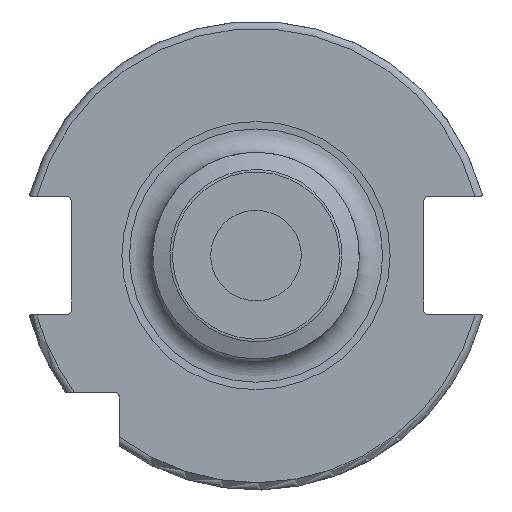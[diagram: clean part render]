
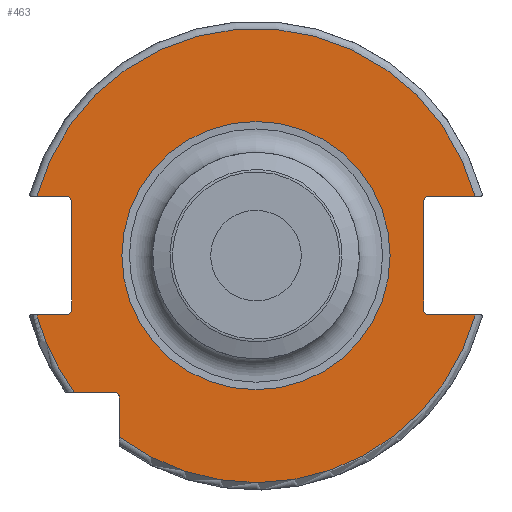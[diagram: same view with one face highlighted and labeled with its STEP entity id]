
A CAD part, left-side view. The second image highlights one B-rep face of the part: STEP entity #463.
In plain terms, the highlighted planar face has unit normal (-1, 0, 0).
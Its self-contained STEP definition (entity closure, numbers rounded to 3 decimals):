
#80=LINE('',#3360,#146);
#81=LINE('',#3364,#147);
#82=LINE('',#3368,#148);
#83=LINE('',#3372,#149);
#84=LINE('',#3373,#150);
#85=LINE('',#3377,#151);
#86=LINE('',#3378,#152);
#87=LINE('',#3382,#153);
#146=VECTOR('',#2202,1.);
#147=VECTOR('',#2205,1.);
#148=VECTOR('',#2208,1.);
#149=VECTOR('',#2211,1.);
#150=VECTOR('',#2212,1.);
#151=VECTOR('',#2215,1.);
#152=VECTOR('',#2216,1.);
#153=VECTOR('',#2219,1.);
#377=PLANE('',#1830);
#463=ADVANCED_FACE('',(#562,#563),#377,.F.);
#562=FACE_BOUND('',#671,.T.);
#563=FACE_BOUND('',#672,.T.);
#671=EDGE_LOOP('',(#964,#965,#966,#967,#968,#969,#970,#971,#972,#973,#974,
#975,#976,#977,#978,#979));
#672=EDGE_LOOP('',(#980));
#964=ORIENTED_EDGE('',*,*,#1532,.T.);
#965=ORIENTED_EDGE('',*,*,#1533,.T.);
#966=ORIENTED_EDGE('',*,*,#1534,.F.);
#967=ORIENTED_EDGE('',*,*,#1535,.T.);
#968=ORIENTED_EDGE('',*,*,#1536,.T.);
#969=ORIENTED_EDGE('',*,*,#1537,.T.);
#970=ORIENTED_EDGE('',*,*,#1538,.T.);
#971=ORIENTED_EDGE('',*,*,#1539,.T.);
#972=ORIENTED_EDGE('',*,*,#1457,.F.);
#973=ORIENTED_EDGE('',*,*,#1540,.T.);
#974=ORIENTED_EDGE('',*,*,#1541,.T.);
#975=ORIENTED_EDGE('',*,*,#1542,.T.);
#976=ORIENTED_EDGE('',*,*,#1451,.F.);
#977=ORIENTED_EDGE('',*,*,#1543,.T.);
#978=ORIENTED_EDGE('',*,*,#1544,.T.);
#979=ORIENTED_EDGE('',*,*,#1545,.T.);
#980=ORIENTED_EDGE('',*,*,#1531,.T.);
#1261=VERTEX_POINT('',#2941);
#1262=VERTEX_POINT('',#2943);
#1263=VERTEX_POINT('',#2977);
#1267=VERTEX_POINT('',#3008);
#1321=VERTEX_POINT('',#3355);
#1322=VERTEX_POINT('',#3358);
#1323=VERTEX_POINT('',#3359);
#1324=VERTEX_POINT('',#3361);
#1325=VERTEX_POINT('',#3363);
#1326=VERTEX_POINT('',#3365);
#1327=VERTEX_POINT('',#3367);
#1328=VERTEX_POINT('',#3369);
#1329=VERTEX_POINT('',#3371);
#1330=VERTEX_POINT('',#3374);
#1331=VERTEX_POINT('',#3376);
#1332=VERTEX_POINT('',#3379);
#1333=VERTEX_POINT('',#3381);
#1451=EDGE_CURVE('',#1261,#1262,#1624,.T.);
#1457=EDGE_CURVE('',#1267,#1263,#1626,.T.);
#1531=EDGE_CURVE('',#1321,#1321,#1655,.T.);
#1532=EDGE_CURVE('',#1322,#1323,#1656,.T.);
#1533=EDGE_CURVE('',#1323,#1324,#80,.T.);
#1534=EDGE_CURVE('',#1325,#1324,#1657,.T.);
#1535=EDGE_CURVE('',#1325,#1326,#81,.T.);
#1536=EDGE_CURVE('',#1326,#1327,#1658,.T.);
#1537=EDGE_CURVE('',#1327,#1328,#82,.T.);
#1538=EDGE_CURVE('',#1328,#1329,#1659,.T.);
#1539=EDGE_CURVE('',#1329,#1263,#83,.T.);
#1540=EDGE_CURVE('',#1267,#1330,#84,.T.);
#1541=EDGE_CURVE('',#1330,#1331,#1660,.T.);
#1542=EDGE_CURVE('',#1331,#1262,#85,.T.);
#1543=EDGE_CURVE('',#1261,#1332,#86,.T.);
#1544=EDGE_CURVE('',#1332,#1333,#1661,.T.);
#1545=EDGE_CURVE('',#1333,#1322,#87,.T.);
#1624=CIRCLE('',#1764,30.77);
#1626=CIRCLE('',#1767,30.77);
#1655=CIRCLE('',#1822,18.174);
#1656=CIRCLE('',#1824,0.8);
#1657=CIRCLE('',#1825,30.77);
#1658=CIRCLE('',#1826,0.8);
#1659=CIRCLE('',#1827,0.8);
#1660=CIRCLE('',#1828,0.8);
#1661=CIRCLE('',#1829,0.8);
#1764=AXIS2_PLACEMENT_3D('',#2942,#2061,#2062);
#1767=AXIS2_PLACEMENT_3D('',#3009,#2067,#2068);
#1822=AXIS2_PLACEMENT_3D('',#3354,#2196,#2197);
#1824=AXIS2_PLACEMENT_3D('',#3357,#2200,#2201);
#1825=AXIS2_PLACEMENT_3D('',#3362,#2203,#2204);
#1826=AXIS2_PLACEMENT_3D('',#3366,#2206,#2207);
#1827=AXIS2_PLACEMENT_3D('',#3370,#2209,#2210);
#1828=AXIS2_PLACEMENT_3D('',#3375,#2213,#2214);
#1829=AXIS2_PLACEMENT_3D('',#3380,#2217,#2218);
#1830=AXIS2_PLACEMENT_3D('',#3383,#2220,#2221);
#2061=DIRECTION('',(1.,0.,0.));
#2062=DIRECTION('',(0.,0.,1.));
#2067=DIRECTION('',(1.,0.,0.));
#2068=DIRECTION('',(0.,0.,1.));
#2196=DIRECTION('',(1.,0.,0.));
#2197=DIRECTION('',(0.,0.,1.));
#2200=DIRECTION('',(1.,0.,0.));
#2201=DIRECTION('',(0.,0.,-1.));
#2202=DIRECTION('',(0.,-1.,0.));
#2203=DIRECTION('',(1.,0.,0.));
#2204=DIRECTION('',(0.,0.,1.));
#2205=DIRECTION('',(0.,-1.,0.));
#2206=DIRECTION('',(1.,0.,0.));
#2207=DIRECTION('',(0.,0.,-1.));
#2208=DIRECTION('',(0.,0.,-1.));
#2209=DIRECTION('',(1.,0.,0.));
#2210=DIRECTION('',(0.,0.,-1.));
#2211=DIRECTION('',(0.,1.,0.));
#2212=DIRECTION('',(0.,-1.,0.));
#2213=DIRECTION('',(1.,0.,0.));
#2214=DIRECTION('',(0.,0.,-1.));
#2215=DIRECTION('',(0.,0.,-1.));
#2216=DIRECTION('',(0.,1.,0.));
#2217=DIRECTION('',(1.,0.,0.));
#2218=DIRECTION('',(0.,0.,-1.));
#2219=DIRECTION('',(0.,0.,1.));
#2220=DIRECTION('',(1.,0.,0.));
#2221=DIRECTION('',(0.,0.,-1.));
#2941=CARTESIAN_POINT('',(33.9,-29.698,-8.05));
#2942=CARTESIAN_POINT('',(33.9,0.,0.));
#2943=CARTESIAN_POINT('',(33.9,18.5,-24.588));
#2977=CARTESIAN_POINT('',(33.9,29.698,-8.05));
#3008=CARTESIAN_POINT('',(33.9,24.588,-18.5));
#3009=CARTESIAN_POINT('',(33.9,0.,0.));
#3354=CARTESIAN_POINT('',(33.9,0.,0.));
#3355=CARTESIAN_POINT('',(33.9,0.,18.174));
#3357=CARTESIAN_POINT('',(33.9,-23.5,7.25));
#3358=CARTESIAN_POINT('',(33.9,-22.7,7.25));
#3359=CARTESIAN_POINT('',(33.9,-23.5,8.05));
#3360=CARTESIAN_POINT('',(33.9,30.77,8.05));
#3361=CARTESIAN_POINT('',(33.9,-29.698,8.05));
#3362=CARTESIAN_POINT('',(33.9,0.,0.));
#3363=CARTESIAN_POINT('',(33.9,29.698,8.05));
#3364=CARTESIAN_POINT('',(33.9,30.77,8.05));
#3365=CARTESIAN_POINT('',(33.9,25.8,8.05));
#3366=CARTESIAN_POINT('',(33.9,25.8,7.25));
#3367=CARTESIAN_POINT('',(33.9,25.,7.25));
#3368=CARTESIAN_POINT('',(33.9,25.,0.));
#3369=CARTESIAN_POINT('',(33.9,25.,-7.25));
#3370=CARTESIAN_POINT('',(33.9,25.8,-7.25));
#3371=CARTESIAN_POINT('',(33.9,25.8,-8.05));
#3372=CARTESIAN_POINT('',(33.9,30.77,-8.05));
#3373=CARTESIAN_POINT('',(33.9,30.77,-18.5));
#3374=CARTESIAN_POINT('',(33.9,19.3,-18.5));
#3375=CARTESIAN_POINT('',(33.9,19.3,-19.3));
#3376=CARTESIAN_POINT('',(33.9,18.5,-19.3));
#3377=CARTESIAN_POINT('',(33.9,18.5,0.));
#3378=CARTESIAN_POINT('',(33.9,30.77,-8.05));
#3379=CARTESIAN_POINT('',(33.9,-23.5,-8.05));
#3380=CARTESIAN_POINT('',(33.9,-23.5,-7.25));
#3381=CARTESIAN_POINT('',(33.9,-22.7,-7.25));
#3382=CARTESIAN_POINT('',(33.9,-22.7,0.));
#3383=CARTESIAN_POINT('',(33.9,30.77,0.));
